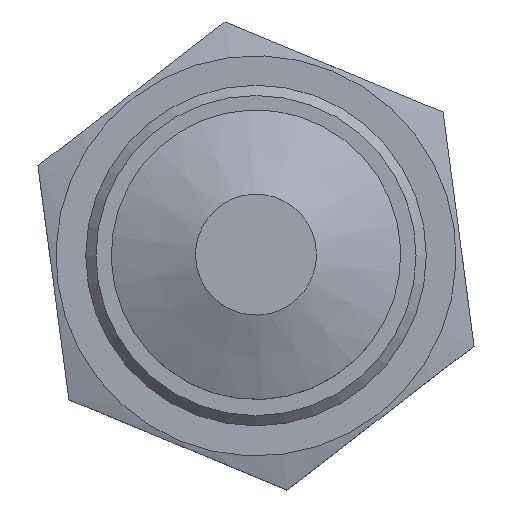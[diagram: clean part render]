
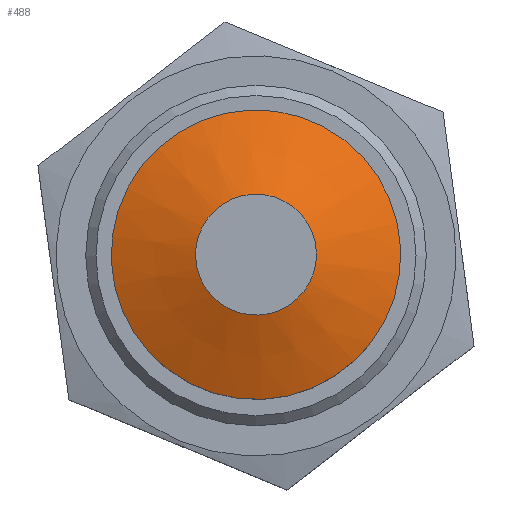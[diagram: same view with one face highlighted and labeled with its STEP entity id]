
A CAD part, top view. The second image highlights one B-rep face of the part: STEP entity #488.
In plain terms, the highlighted conical face has half-angle 68 degrees and reference radius 6.025 mm.
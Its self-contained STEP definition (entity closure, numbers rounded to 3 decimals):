
#374=CARTESIAN_POINT('',(8.5,0.,28.));
#375=VERTEX_POINT('',#374);
#376=CARTESIAN_POINT('',(0.0,0.0,28.));
#377=DIRECTION('',(0.0,0.0,1.0));
#378=DIRECTION('',(-1.0,0.0,0.0));
#379=AXIS2_PLACEMENT_3D('',#376,#377,#378);
#380=CIRCLE('',#379,8.5);
#381=EDGE_CURVE('',#375,#375,#380,.T.);
#469=CARTESIAN_POINT('',(0.0,0.0,29.));
#470=DIRECTION('',(0.0,0.0,-1.0));
#471=DIRECTION('',(-1.0,0.0,0.0));
#472=AXIS2_PLACEMENT_3D('',#469,#470,#471);
#473=CONICAL_SURFACE('',#472,6.025,68.0);
#474=CARTESIAN_POINT('',(3.55,0.,30.0));
#475=VERTEX_POINT('',#474);
#476=CARTESIAN_POINT('',(0.0,0.0,30.0));
#477=DIRECTION('',(0.0,0.0,-1.0));
#478=DIRECTION('',(-1.0,0.0,0.0));
#479=AXIS2_PLACEMENT_3D('',#476,#477,#478);
#480=CIRCLE('',#479,3.55);
#481=EDGE_CURVE('',#475,#475,#480,.T.);
#482=ORIENTED_EDGE('',*,*,#481,.T.);
#483=EDGE_LOOP('',(#482));
#484=FACE_OUTER_BOUND('',#483,.T.);
#485=ORIENTED_EDGE('',*,*,#381,.T.);
#486=EDGE_LOOP('',(#485));
#487=FACE_BOUND('',#486,.T.);
#488=ADVANCED_FACE('',(#484,#487),#473,.T.);
